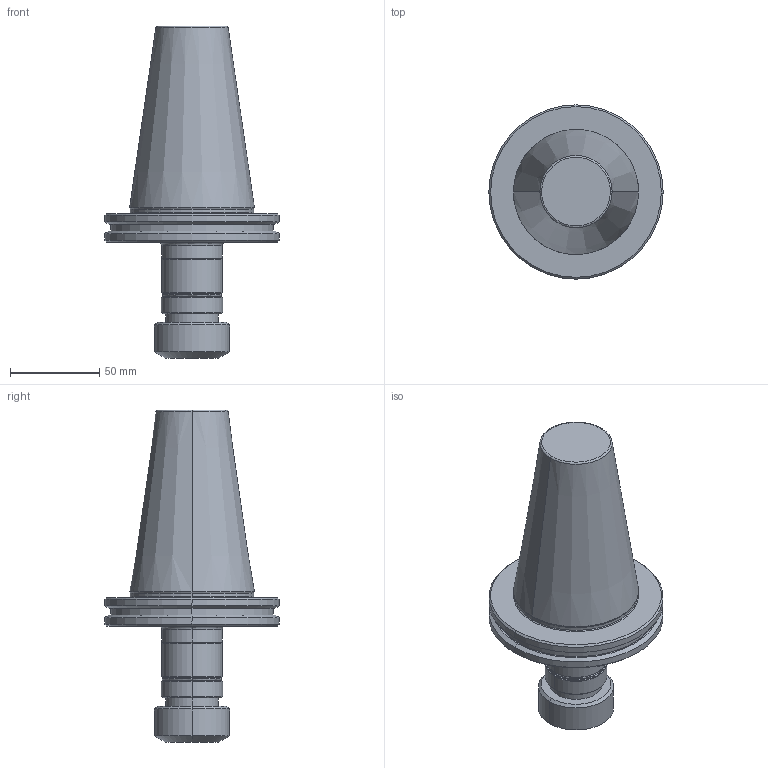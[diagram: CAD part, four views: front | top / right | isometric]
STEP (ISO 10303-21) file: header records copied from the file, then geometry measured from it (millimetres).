
FILE_DESCRIPTION (( 'STEP AP203' ), '1' );
FILE_NAME ('SK 50 ER 25 084 AD+B MLC (1).STEP', '2019-05-06T09:42:22', ( '' ), ( '' ), 'SwSTEP 2.0', 'SolidWorks 2014', '' );
FILE_SCHEMA (( 'CONFIG_CONTROL_DESIGN' ));
Length unit declared in the file: millimetre
Products named in the file (1): SK 50 ER 25 084 AD+B MLC (1)
Bounding box: 97.5 x 97.5 x 185.75 mm (x, y, z)
Volume: 439399.7 mm3; surface area: 45708.5 mm2
Topology: 2 solids, 2 shells, 67 faces, 136 edges, 80 vertices
Faces by surface type: cone 26, cylinder 20, plane 11, bspline 10
Entity records: 2367 total; most frequent: CARTESIAN_POINT 868, DIRECTION 330, ORIENTED_EDGE 272, AXIS2_PLACEMENT_3D 142, EDGE_CURVE 136, CIRCLE 84, VERTEX_POINT 80, EDGE_LOOP 76
